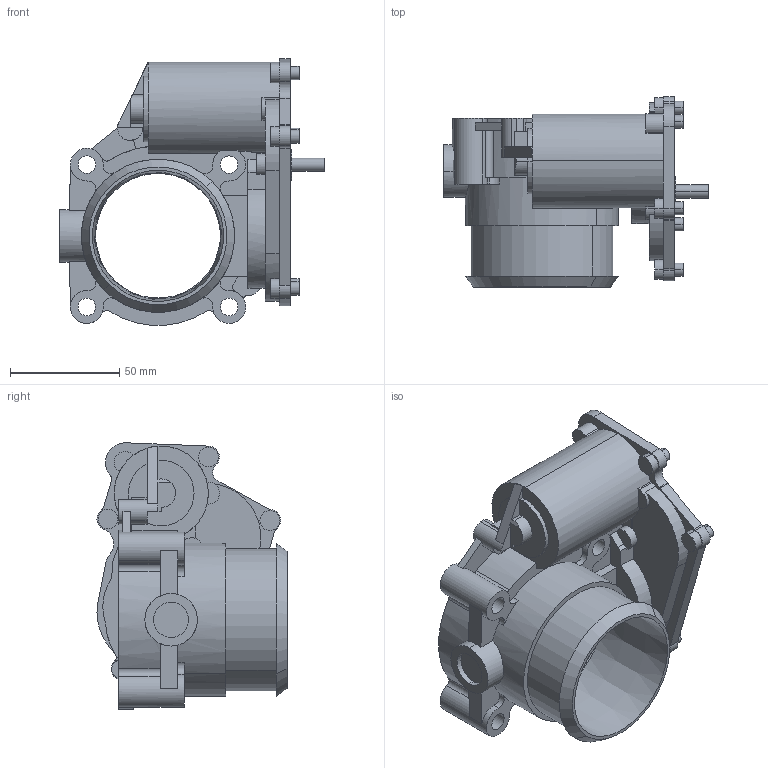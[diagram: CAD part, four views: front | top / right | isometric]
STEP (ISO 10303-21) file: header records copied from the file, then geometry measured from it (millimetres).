
FILE_DESCRIPTION (( 'STEP AP203' ), '1' );
FILE_NAME ('Casing_Default_sldprt.STEP', '2023-01-30T00:55:16', ( '' ), ( '' ), 'SwSTEP 2.0', 'SolidWorks 2021', '' );
FILE_SCHEMA (( 'CONFIG_CONTROL_DESIGN' ));
Length unit declared in the file: millimetre
Products named in the file (1): Casing_Default_sldprt
Bounding box: 121.08 x 86.9 x 121.75 mm (x, y, z)
Volume: 189028.4 mm3; surface area: 84190.6 mm2
Topology: 2 solids, 2 shells, 350 faces, 951 edges, 627 vertices
Faces by surface type: cylinder 192, plane 148, cone 10
Entity records: 11657 total; most frequent: CARTESIAN_POINT 2287, DIRECTION 2096, ORIENTED_EDGE 1902, EDGE_CURVE 951, AXIS2_PLACEMENT_3D 816, VERTEX_POINT 627, CIRCLE 465, LINE 464
